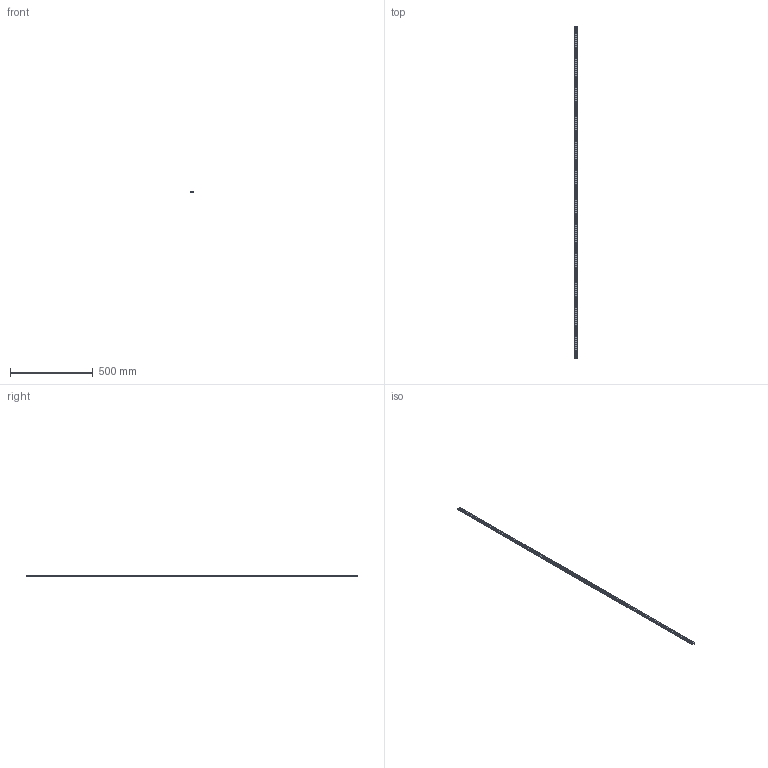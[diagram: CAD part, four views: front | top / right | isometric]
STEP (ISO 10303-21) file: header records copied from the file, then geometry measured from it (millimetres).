
FILE_DESCRIPTION((''),'2;1');
FILE_NAME('616220_PRT','2018-12-05T12:26:05',('tomasz.grudniewski'),(''),'CREO PARAMETRIC BY PTC INC, 2018260','CREO PARAMETRIC BY PTC INC, 2018260','');
FILE_SCHEMA(('CONFIG_CONTROL_DESIGN'));
Length unit declared in the file: millimetre
Products named in the file (1): 616220_PRT
Bounding box: 20 x 2000 x 10 mm (x, y, z)
Volume: 88365 mm3; surface area: 155708.9 mm2
Topology: 1 solids, 1 shells, 358 faces, 1036 edges, 680 vertices
Faces by surface type: plane 190, cylinder 168
Entity records: 12178 total; most frequent: DIRECTION 2088, CARTESIAN_POINT 2074, ORIENTED_EDGE 2072, EDGE_CURVE 1036, VECTOR 700, LINE 700, AXIS2_PLACEMENT_3D 694, VERTEX_POINT 680
